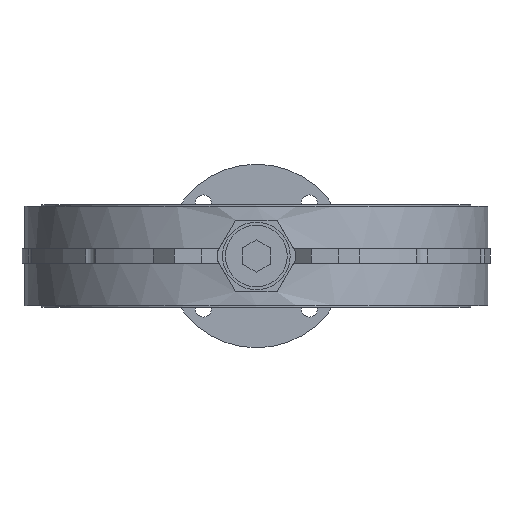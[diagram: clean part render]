
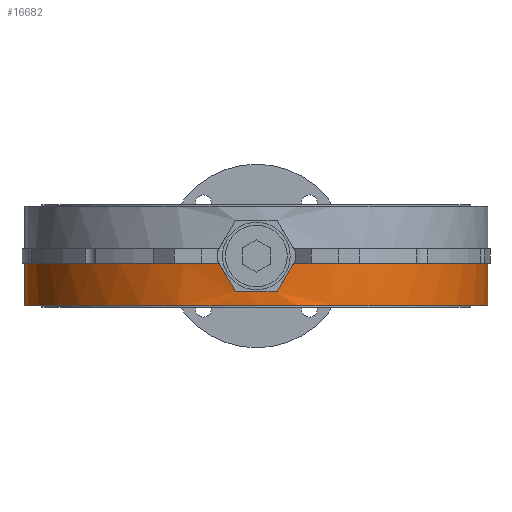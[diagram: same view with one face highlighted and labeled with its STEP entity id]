
A CAD part, front view. The second image highlights one B-rep face of the part: STEP entity #16682.
In plain terms, the highlighted cylindrical face has radius 157.5 mm (diameter 315 mm), a partial arc.
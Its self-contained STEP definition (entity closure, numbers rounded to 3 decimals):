
#229 = CARTESIAN_POINT ( 'NONE',  ( 157.5, 0., -5. ) ) ;
#600 = ORIENTED_EDGE ( 'NONE', *, *, #26027, .F. ) ;
#769 = VERTEX_POINT ( 'NONE', #229 ) ;
#1100 = CARTESIAN_POINT ( 'NONE',  ( -25.403, -155.438, -5. ) ) ;
#1101 = CIRCLE ( 'NONE', #20443, 157.5 ) ;
#1216 = EDGE_CURVE ( 'NONE', #19020, #769, #1849, .T. ) ;
#1849 = LINE ( 'NONE', #17694, #26275 ) ;
#2004 = AXIS2_PLACEMENT_3D ( 'NONE', #7686, #14140, #18167 ) ;
#2304 = ORIENTED_EDGE ( 'NONE', *, *, #14054, .F. ) ;
#2436 = LINE ( 'NONE', #22630, #23936 ) ;
#2625 = VERTEX_POINT ( 'NONE', #15352 ) ;
#2833 = CIRCLE ( 'NONE', #20079, 157.5 ) ;
#2850 = DIRECTION ( 'NONE',  ( 0., 0., -1. ) ) ;
#2944 = DIRECTION ( 'NONE',  ( 0., 0., 1. ) ) ;
#3328 = VERTEX_POINT ( 'NONE', #12270 ) ;
#3667 = DIRECTION ( 'NONE',  ( 0., 0., 1. ) ) ;
#3685 = CARTESIAN_POINT ( 'NONE',  ( 0., 0., 115.101 ) ) ;
#3723 = CIRCLE ( 'NONE', #2004, 157.5 ) ;
#4951 = DIRECTION ( 'NONE',  ( 1., 0., 0. ) ) ;
#5139 = AXIS2_PLACEMENT_3D ( 'NONE', #9080, #2850, #4951 ) ;
#5878 = ORIENTED_EDGE ( 'NONE', *, *, #17449, .T. ) ;
#6742 = CARTESIAN_POINT ( 'NONE',  ( -14.145, -156.864, -24.5 ) ) ;
#6976 = ORIENTED_EDGE ( 'NONE', *, *, #14537, .F. ) ;
#7058 = AXIS2_PLACEMENT_3D ( 'NONE', #3685, #22195, #11999 ) ;
#7686 = CARTESIAN_POINT ( 'NONE',  ( 0., 0., -34. ) ) ;
#8120 = CARTESIAN_POINT ( 'NONE',  ( 0., 0., -5. ) ) ;
#8372 = CARTESIAN_POINT ( 'NONE',  ( 14.145, -156.864, -24.5 ) ) ;
#8376 = EDGE_CURVE ( 'NONE', #2625, #19020, #3723, .T. ) ;
#8483 = CARTESIAN_POINT ( 'NONE',  ( 25.403, -155.438, -5. ) ) ;
#8675 = CARTESIAN_POINT ( 'NONE',  ( 25.403, -155.438, -5. ) ) ;
#8912 = DIRECTION ( 'NONE',  ( 1., 0., 0. ) ) ;
#9080 = CARTESIAN_POINT ( 'NONE',  ( 0., 0., -24.5 ) ) ;
#9154 = CARTESIAN_POINT ( 'NONE',  ( 0., 0., -5. ) ) ;
#10015 = VERTEX_POINT ( 'NONE', #8675 ) ;
#11361 = VERTEX_POINT ( 'NONE', #23273 ) ;
#11999 = DIRECTION ( 'NONE',  ( 1., 0., 0. ) ) ;
#12030 = ORIENTED_EDGE ( 'NONE', *, *, #14212, .T. ) ;
#12270 = CARTESIAN_POINT ( 'NONE',  ( -14.145, -156.864, -24.5 ) ) ;
#12568 = VERTEX_POINT ( 'NONE', #1100 ) ;
#12957 = EDGE_CURVE ( 'NONE', #10015, #16295, #25808, .T. ) ;
#14054 = EDGE_CURVE ( 'NONE', #2625, #11361, #2436, .T. ) ;
#14140 = DIRECTION ( 'NONE',  ( 0., 0., 1. ) ) ;
#14178 = CARTESIAN_POINT ( 'NONE',  ( 157.5, 0., -34. ) ) ;
#14212 = EDGE_CURVE ( 'NONE', #3328, #12568, #22640, .T. ) ;
#14537 = EDGE_CURVE ( 'NONE', #11361, #12568, #1101, .T. ) ;
#14658 = CARTESIAN_POINT ( 'NONE',  ( 21.669, -156.048, -11.469 ) ) ;
#15040 = CARTESIAN_POINT ( 'NONE',  ( -17.914, -156.524, -17.972 ) ) ;
#15352 = CARTESIAN_POINT ( 'NONE',  ( -157.5, 0., -34. ) ) ;
#16295 = VERTEX_POINT ( 'NONE', #8372 ) ;
#16682 = ADVANCED_FACE ( 'NONE', ( #19960 ), #23195, .T. ) ;
#17253 = DIRECTION ( 'NONE',  ( 0., 0., 1. ) ) ;
#17449 = EDGE_CURVE ( 'NONE', #16295, #3328, #20896, .T. ) ;
#17694 = CARTESIAN_POINT ( 'NONE',  ( 157.5, 0., 115.101 ) ) ;
#18167 = DIRECTION ( 'NONE',  ( 1., 0., 0. ) ) ;
#18308 = ORIENTED_EDGE ( 'NONE', *, *, #8376, .T. ) ;
#19020 = VERTEX_POINT ( 'NONE', #14178 ) ;
#19183 = ORIENTED_EDGE ( 'NONE', *, *, #12957, .T. ) ;
#19960 = FACE_OUTER_BOUND ( 'NONE', #24444, .T. ) ;
#20079 = AXIS2_PLACEMENT_3D ( 'NONE', #8120, #20636, #22696 ) ;
#20443 = AXIS2_PLACEMENT_3D ( 'NONE', #9154, #17253, #8912 ) ;
#20636 = DIRECTION ( 'NONE',  ( 0., 0., 1. ) ) ;
#20896 = CIRCLE ( 'NONE', #5139, 157.5 ) ;
#21068 = CARTESIAN_POINT ( 'NONE',  ( 17.914, -156.524, -17.972 ) ) ;
#21199 = ORIENTED_EDGE ( 'NONE', *, *, #1216, .T. ) ;
#21364 = CARTESIAN_POINT ( 'NONE',  ( -21.669, -156.048, -11.469 ) ) ;
#22195 = DIRECTION ( 'NONE',  ( 0., 0., 1. ) ) ;
#22630 = CARTESIAN_POINT ( 'NONE',  ( -157.5, 0., 115.101 ) ) ;
#22640 =( BOUNDED_CURVE ( )  B_SPLINE_CURVE ( 3, ( #6742, #15040, #21364, #25525 ),
 .UNSPECIFIED., .F., .T. ) 
 B_SPLINE_CURVE_WITH_KNOTS ( ( 4, 4 ),
 ( 4.802, 4.874 ),
 .UNSPECIFIED. ) 
 CURVE ( )  GEOMETRIC_REPRESENTATION_ITEM ( )  RATIONAL_B_SPLINE_CURVE ( ( 1., 1., 1., 1. ) ) 
 REPRESENTATION_ITEM ( '' )  );
#22696 = DIRECTION ( 'NONE',  ( 1., 0., 0. ) ) ;
#23143 = CARTESIAN_POINT ( 'NONE',  ( 14.145, -156.864, -24.5 ) ) ;
#23195 = CYLINDRICAL_SURFACE ( 'NONE', #7058, 157.5 ) ;
#23273 = CARTESIAN_POINT ( 'NONE',  ( -157.5, 0., -5. ) ) ;
#23936 = VECTOR ( 'NONE', #3667, 1000. ) ;
#24444 = EDGE_LOOP ( 'NONE', ( #2304, #18308, #21199, #600, #19183, #5878, #12030, #6976 ) ) ;
#25525 = CARTESIAN_POINT ( 'NONE',  ( -25.403, -155.438, -5. ) ) ;
#25808 =( BOUNDED_CURVE ( )  B_SPLINE_CURVE ( 3, ( #8483, #14658, #21068, #23143 ),
 .UNSPECIFIED., .F., .T. ) 
 B_SPLINE_CURVE_WITH_KNOTS ( ( 4, 4 ),
 ( 1.409, 1.481 ),
 .UNSPECIFIED. ) 
 CURVE ( )  GEOMETRIC_REPRESENTATION_ITEM ( )  RATIONAL_B_SPLINE_CURVE ( ( 1., 1., 1., 1. ) ) 
 REPRESENTATION_ITEM ( '' )  );
#26027 = EDGE_CURVE ( 'NONE', #10015, #769, #2833, .T. ) ;
#26275 = VECTOR ( 'NONE', #2944, 1000. ) ;
